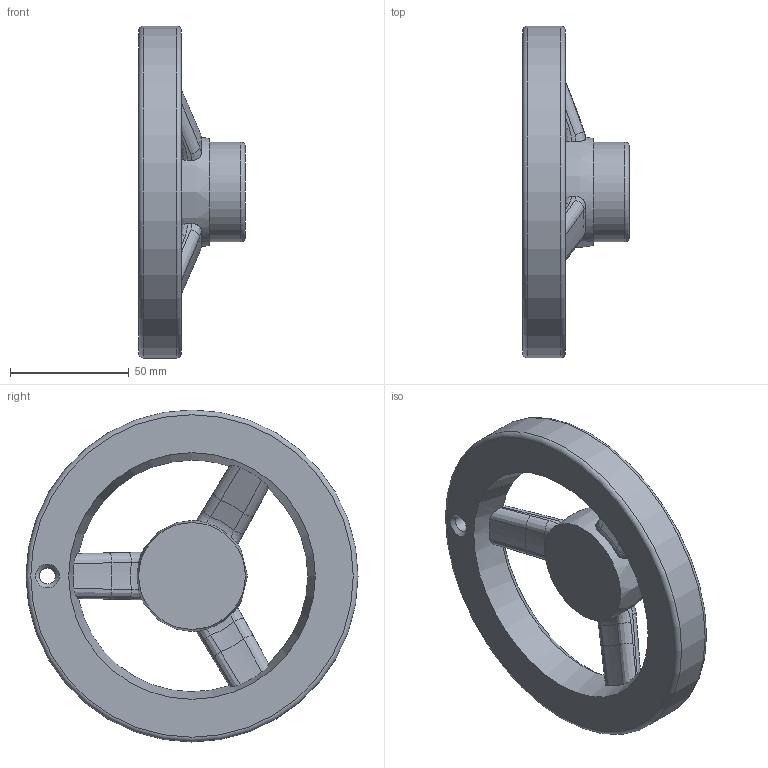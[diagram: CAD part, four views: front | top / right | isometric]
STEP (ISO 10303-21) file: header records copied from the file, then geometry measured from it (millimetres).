
FILE_DESCRIPTION(/* description */ (''),/* implementation_level */ '2;1');
FILE_NAME(/* name */ 'K_140N.dxf',/* time_stamp */ '2012-11-23T15:50:12+08:00',/* author */ (''),/* organization */ (''),/* preprocessor_version */ 'ST-DEVELOPER v9',/* originating_system */ 'UGS - NX 4.0',/* authorisation */ '');
FILE_SCHEMA (('CONFIG_CONTROL_DESIGN'));
Length unit declared in the file: millimetre
Products named in the file (1): AdmiC1A1xkfc
Bounding box: 45 x 140 x 140 mm (x, y, z)
Volume: 185722.6 mm3; surface area: 38109.2 mm2
Topology: 1 solids, 1 shells, 83 faces, 209 edges, 128 vertices
Faces by surface type: bspline 37, cone 15, plane 14, torus 12, cylinder 5
Full cylindrical faces by diameter (mm): 6.8 x1, 42 x1, 140 x1
Entity records: 3234 total; most frequent: CARTESIAN_POINT 1542, ORIENTED_EDGE 392, DIRECTION 240, EDGE_CURVE 196, VERTEX_POINT 125, B_SPLINE_CURVE_WITH_KNOTS 121, AXIS2_PLACEMENT_3D 118, EDGE_LOOP 101
